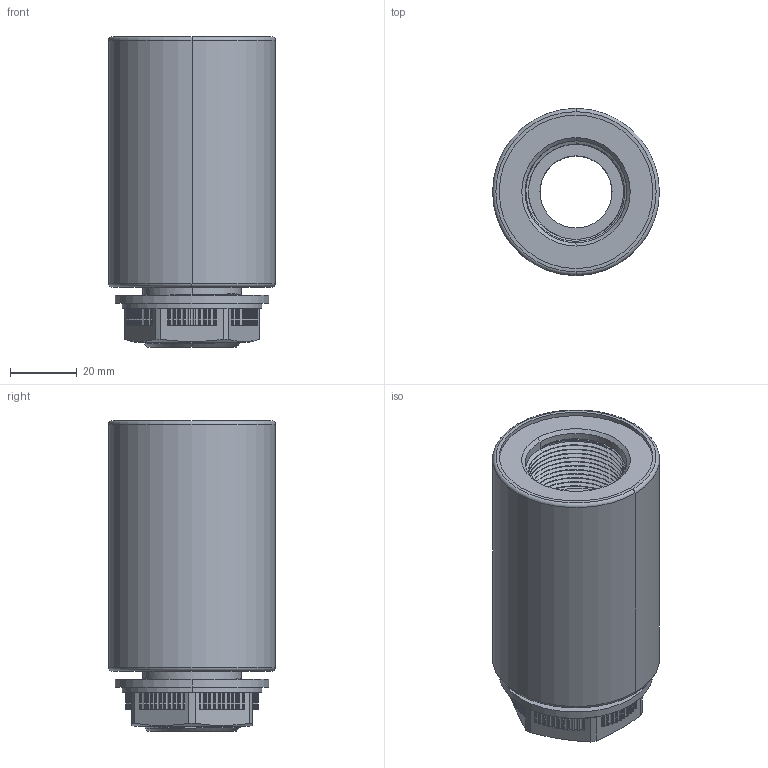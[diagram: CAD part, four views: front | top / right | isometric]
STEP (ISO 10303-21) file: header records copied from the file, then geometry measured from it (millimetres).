
FILE_DESCRIPTION((''),'2;1');
FILE_NAME('214764_ASM','2019-11-11T07:14:25',('pdmadmin'),('BANNER ENGINEERING'),'CREO PARAMETRIC BY PTC INC, 2018300','CREO PARAMETRIC BY PTC INC, 2018300','');
FILE_SCHEMA(('CONFIG_CONTROL_DESIGN'));
Length unit declared in the file: millimetre
Products named in the file (5): 131946; 37960; 27772; 08249; 214764_ASM
Assembly tree (4 placements, depth 2):
  214764_ASM
    131946
    37960
    27772
    08249
Bounding box: 50 x 50 x 93 mm (x, y, z)
Volume: 124437.4 mm3; surface area: 34130.3 mm2
Topology: 4 solids, 5 shells, 448 faces, 1264 edges, 833 vertices
Faces by surface type: cylinder 225, plane 190, bspline 21, cone 8, torus 4
Entity records: 21277 total; most frequent: CARTESIAN_POINT 9433, ORIENTED_EDGE 2524, DIRECTION 2423, EDGE_CURVE 1264, AXIS2_PLACEMENT_3D 838, VERTEX_POINT 833, VECTOR 747, LINE 747
